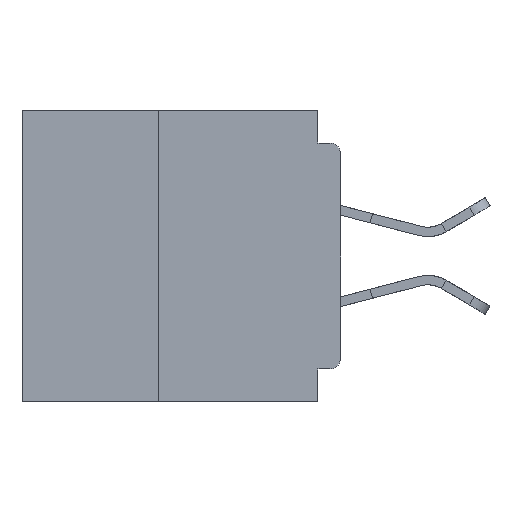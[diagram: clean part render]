
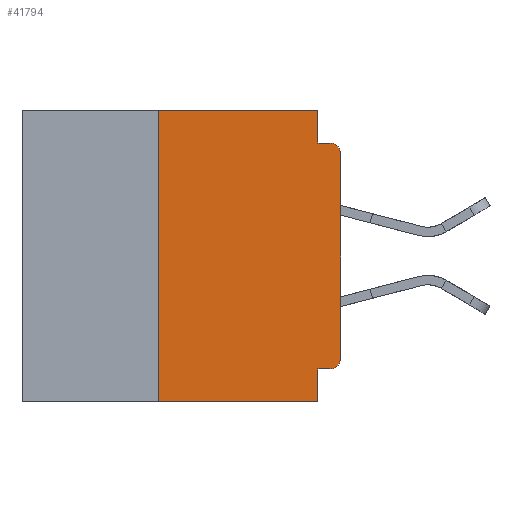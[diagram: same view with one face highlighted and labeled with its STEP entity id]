
A CAD part, left-side view. The second image highlights one B-rep face of the part: STEP entity #41794.
In plain terms, the highlighted planar face has unit normal (-1, 0, 0).
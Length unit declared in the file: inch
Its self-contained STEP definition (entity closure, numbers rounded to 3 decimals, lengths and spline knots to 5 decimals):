
#126 = ORIENTED_EDGE ( 'NONE', *, *, #19174, .T. ) ;
#3200 = LINE ( 'NONE', #13867, #39891 ) ;
#3257 = DIRECTION ( 'NONE',  ( 0., -1., 0. ) ) ;
#3289 = CARTESIAN_POINT ( 'NONE',  ( 0., 0.031, 0. ) ) ;
#3341 = LINE ( 'NONE', #4600, #12840 ) ;
#3629 = EDGE_LOOP ( 'NONE', ( #13055, #39689, #44234, #19643, #31643, #25546, #126, #14609, #10751, #25469 ) ) ;
#4075 = EDGE_CURVE ( 'NONE', #13759, #40349, #38013, .T. ) ;
#4600 = CARTESIAN_POINT ( 'NONE',  ( 0., 0.25, -0.4 ) ) ;
#5089 = AXIS2_PLACEMENT_3D ( 'NONE', #31933, #10619, #35493 ) ;
#5692 = CIRCLE ( 'NONE', #10176, 0.015 ) ;
#5931 = DIRECTION ( 'NONE',  ( 0., -1., 0. ) ) ;
#7083 = FACE_OUTER_BOUND ( 'NONE', #3629, .T. ) ;
#7696 = VECTOR ( 'NONE', #37998, 39.37008 ) ;
#8185 = DIRECTION ( 'NONE',  ( 0., 0., 1. ) ) ;
#9610 = AXIS2_PLACEMENT_3D ( 'NONE', #39080, #28439, #17858 ) ;
#10176 = AXIS2_PLACEMENT_3D ( 'NONE', #41489, #20266, #44993 ) ;
#10287 = EDGE_CURVE ( 'NONE', #39619, #39694, #19404, .T. ) ;
#10619 = DIRECTION ( 'NONE',  ( -1., 0., 0. ) ) ;
#10751 = ORIENTED_EDGE ( 'NONE', *, *, #22007, .F. ) ;
#10856 = CARTESIAN_POINT ( 'NONE',  ( 0., 0.015, -0.355 ) ) ;
#11455 = EDGE_CURVE ( 'NONE', #45805, #21030, #45335, .T. ) ;
#12161 = VECTOR ( 'NONE', #29239, 39.37008 ) ;
#12840 = VECTOR ( 'NONE', #8185, 39.37008 ) ;
#13055 = ORIENTED_EDGE ( 'NONE', *, *, #16109, .T. ) ;
#13174 = CARTESIAN_POINT ( 'NONE',  ( 0., 0.031, 0. ) ) ;
#13442 = CARTESIAN_POINT ( 'NONE',  ( 0., 0., -0.06 ) ) ;
#13494 = CARTESIAN_POINT ( 'NONE',  ( 0., 0.031, -0.355 ) ) ;
#13531 = DIRECTION ( 'NONE',  ( 0., 0., 1. ) ) ;
#13759 = VERTEX_POINT ( 'NONE', #33579 ) ;
#13867 = CARTESIAN_POINT ( 'NONE',  ( 0., 0.437, -0.4 ) ) ;
#14609 = ORIENTED_EDGE ( 'NONE', *, *, #10287, .F. ) ;
#16008 = EDGE_CURVE ( 'NONE', #35100, #21030, #39265, .T. ) ;
#16109 = EDGE_CURVE ( 'NONE', #36349, #45805, #44185, .T. ) ;
#16938 = VECTOR ( 'NONE', #17122, 39.37008 ) ;
#17122 = DIRECTION ( 'NONE',  ( 0., -1., 0. ) ) ;
#17715 = PLANE ( 'NONE',  #9610 ) ;
#17858 = DIRECTION ( 'NONE',  ( 0., 0., -1. ) ) ;
#18526 = CARTESIAN_POINT ( 'NONE',  ( 0., 0.031, -0.4 ) ) ;
#19174 = EDGE_CURVE ( 'NONE', #25377, #39694, #3200, .T. ) ;
#19404 = LINE ( 'NONE', #18526, #12161 ) ;
#19643 = ORIENTED_EDGE ( 'NONE', *, *, #26778, .F. ) ;
#20266 = DIRECTION ( 'NONE',  ( -1., 0., 0. ) ) ;
#21030 = VERTEX_POINT ( 'NONE', #31203 ) ;
#22007 = EDGE_CURVE ( 'NONE', #22529, #39619, #31389, .T. ) ;
#22529 = VERTEX_POINT ( 'NONE', #10856 ) ;
#22638 = VECTOR ( 'NONE', #5931, 39.37008 ) ;
#25377 = VERTEX_POINT ( 'NONE', #41856 ) ;
#25417 = VECTOR ( 'NONE', #13531, 39.37008 ) ;
#25469 = ORIENTED_EDGE ( 'NONE', *, *, #30123, .T. ) ;
#25546 = ORIENTED_EDGE ( 'NONE', *, *, #39931, .F. ) ;
#25841 = DIRECTION ( 'NONE',  ( 0., 1., 0. ) ) ;
#26221 = CARTESIAN_POINT ( 'NONE',  ( 0., 0., -0.34 ) ) ;
#26778 = EDGE_CURVE ( 'NONE', #40349, #35100, #44279, .T. ) ;
#27682 = CARTESIAN_POINT ( 'NONE',  ( 0., 0.437, 0. ) ) ;
#28439 = DIRECTION ( 'NONE',  ( 1., 0., 0. ) ) ;
#29239 = DIRECTION ( 'NONE',  ( 0., 0., -1. ) ) ;
#30123 = EDGE_CURVE ( 'NONE', #22529, #36349, #5692, .T. ) ;
#30810 = CARTESIAN_POINT ( 'NONE',  ( 0., 0., -0.045 ) ) ;
#31203 = CARTESIAN_POINT ( 'NONE',  ( 0., 0.015, -0.045 ) ) ;
#31389 = LINE ( 'NONE', #33002, #39672 ) ;
#31525 = CARTESIAN_POINT ( 'NONE',  ( 0., 0.031, -0.4 ) ) ;
#31643 = ORIENTED_EDGE ( 'NONE', *, *, #4075, .F. ) ;
#31933 = CARTESIAN_POINT ( 'NONE',  ( 0., 0.015, -0.06 ) ) ;
#33002 = CARTESIAN_POINT ( 'NONE',  ( 0., 0., -0.355 ) ) ;
#33579 = CARTESIAN_POINT ( 'NONE',  ( 0., 0.25, 0. ) ) ;
#35100 = VERTEX_POINT ( 'NONE', #44212 ) ;
#35493 = DIRECTION ( 'NONE',  ( 0., 0., -1. ) ) ;
#36349 = VERTEX_POINT ( 'NONE', #26221 ) ;
#37998 = DIRECTION ( 'NONE',  ( 0., 0., -1. ) ) ;
#38013 = LINE ( 'NONE', #27682, #16938 ) ;
#39080 = CARTESIAN_POINT ( 'NONE',  ( 0., 0.437, 0. ) ) ;
#39265 = LINE ( 'NONE', #30810, #22638 ) ;
#39619 = VERTEX_POINT ( 'NONE', #13494 ) ;
#39672 = VECTOR ( 'NONE', #25841, 39.37008 ) ;
#39689 = ORIENTED_EDGE ( 'NONE', *, *, #11455, .T. ) ;
#39694 = VERTEX_POINT ( 'NONE', #31525 ) ;
#39891 = VECTOR ( 'NONE', #3257, 39.37008 ) ;
#39931 = EDGE_CURVE ( 'NONE', #25377, #13759, #3341, .T. ) ;
#40349 = VERTEX_POINT ( 'NONE', #3289 ) ;
#41489 = CARTESIAN_POINT ( 'NONE',  ( 0., 0.015, -0.34 ) ) ;
#41794 = ADVANCED_FACE ( 'NONE', ( #7083 ), #17715, .F. ) ;
#41856 = CARTESIAN_POINT ( 'NONE',  ( 0., 0.25, -0.4 ) ) ;
#41937 = CARTESIAN_POINT ( 'NONE',  ( 0., 0., 0. ) ) ;
#44185 = LINE ( 'NONE', #41937, #25417 ) ;
#44212 = CARTESIAN_POINT ( 'NONE',  ( 0., 0.031, -0.045 ) ) ;
#44234 = ORIENTED_EDGE ( 'NONE', *, *, #16008, .F. ) ;
#44279 = LINE ( 'NONE', #13174, #7696 ) ;
#44993 = DIRECTION ( 'NONE',  ( 0., 0., -1. ) ) ;
#45335 = CIRCLE ( 'NONE', #5089, 0.015 ) ;
#45805 = VERTEX_POINT ( 'NONE', #13442 ) ;
